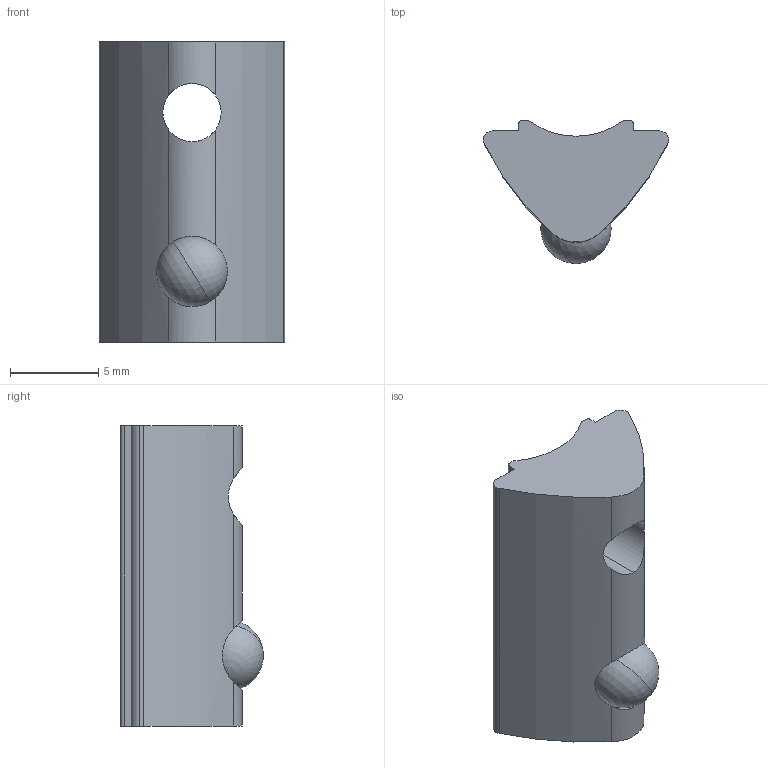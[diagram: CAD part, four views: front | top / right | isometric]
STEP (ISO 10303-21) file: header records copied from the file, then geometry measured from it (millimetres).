
FILE_DESCRIPTION (( 'STEP AP214' ), '1' );
FILE_NAME ('096554.step', '2017-05-11T09:40:58', ( '' ), ( '' ), 'SwSTEP 2.0', 'SolidWorks 2016', '' );
FILE_SCHEMA (( 'AUTOMOTIVE_DESIGN' ));
Length unit declared in the file: millimetre
Products named in the file (4): 340me081; 340me083_Feder belastet; 096556__096554; 096554
Assembly tree (3 placements, depth 2):
  096554
    096556__096554
    340me083_Feder belastet
    340me081
Bounding box: 10.5 x 8.1 x 17 mm (x, y, z)
Volume: 695.8 mm3; surface area: 749.1 mm2
Topology: 3 solids, 3 shells, 39 faces, 110 edges, 70 vertices
Faces by surface type: cylinder 17, plane 10, torus 6, cone 2, bspline 2, sphere 2
Entity records: 1945 total; most frequent: CARTESIAN_POINT 807, DIRECTION 213, ORIENTED_EDGE 206, EDGE_CURVE 103, AXIS2_PLACEMENT_3D 87, VERTEX_POINT 67, CIRCLE 44, EDGE_LOOP 42
